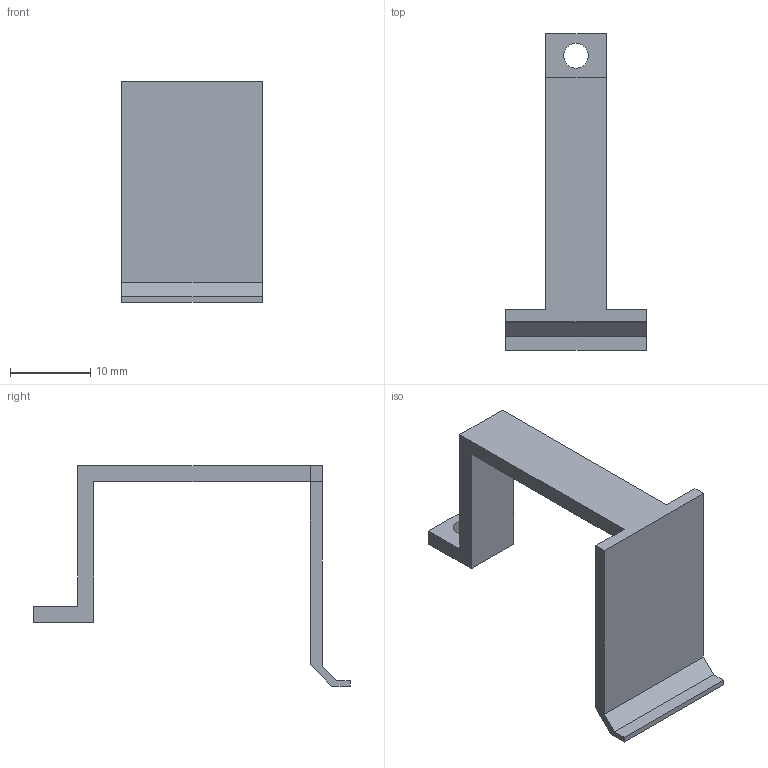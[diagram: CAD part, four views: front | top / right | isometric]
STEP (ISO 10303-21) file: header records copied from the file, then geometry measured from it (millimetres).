
FILE_DESCRIPTION(/* description */ (''),/* implementation_level */ '2;1');
FILE_NAME(/* name */ 'receverClamp v1.step',/* time_stamp */ '2021-11-27T14:58:03-05:00',/* author */ (''),/* organization */ (''),/* preprocessor_version */ 'ST-DEVELOPER v18.1',/* originating_system */ 'Autodesk Translation Framework v10.10.0.1391',/* authorisation */ '');
FILE_SCHEMA (('AUTOMOTIVE_DESIGN { 1 0 10303 214 3 1 1 }'));
Length unit declared in the file: millimetre
Products named in the file (1): receverClamp
Bounding box: 17.5 x 39.5 x 27.5 mm (x, y, z)
Volume: 1494 mm3; surface area: 2167.1 mm2
Topology: 1 solids, 1 shells, 21 faces, 57 edges, 38 vertices
Faces by surface type: plane 20, cylinder 1
Full cylindrical faces by diameter (mm): 3.1 x1
Entity records: 690 total; most frequent: CARTESIAN_POINT 117, ORIENTED_EDGE 114, DIRECTION 103, EDGE_CURVE 57, LINE 55, VECTOR 55, VERTEX_POINT 38, AXIS2_PLACEMENT_3D 24
